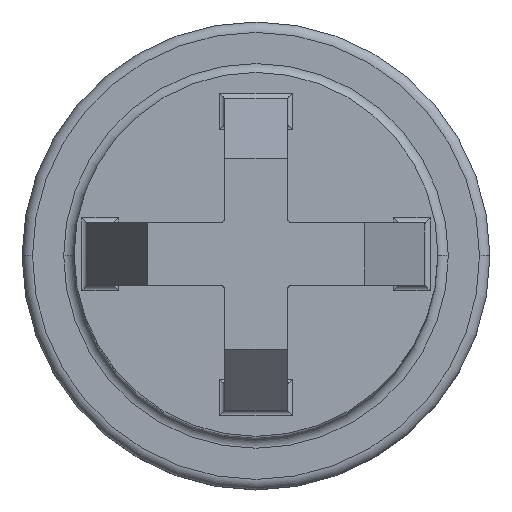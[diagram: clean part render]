
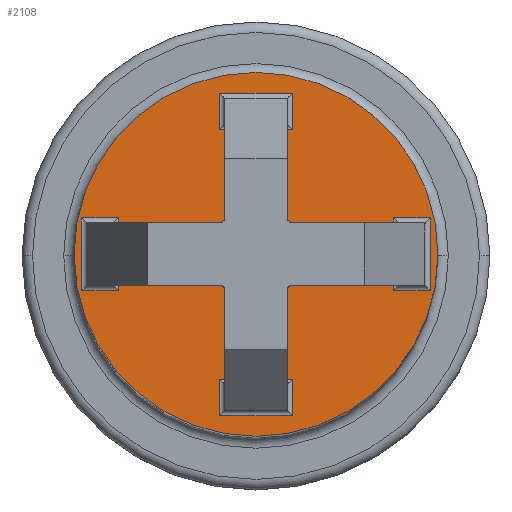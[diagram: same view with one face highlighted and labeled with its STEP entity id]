
A CAD part, top view. The second image highlights one B-rep face of the part: STEP entity #2108.
In plain terms, the highlighted planar face has unit normal (0, 0, 1).
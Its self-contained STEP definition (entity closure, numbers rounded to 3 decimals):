
#14 = VERTEX_POINT ( 'NONE', #2069 ) ;
#31 = EDGE_CURVE ( 'NONE', #1142, #1656, #2013, .T. ) ;
#33 = DIRECTION ( 'NONE',  ( 0., -1., 0. ) ) ;
#40 = CARTESIAN_POINT ( 'NONE',  ( -26.5, 7., -50. ) ) ;
#52 = LINE ( 'NONE', #183, #338 ) ;
#57 = AXIS2_PLACEMENT_3D ( 'NONE', #1642, #570, #403 ) ;
#70 = CARTESIAN_POINT ( 'NONE',  ( -7., -31., -50. ) ) ;
#78 = VECTOR ( 'NONE', #958, 1000. ) ;
#84 = ORIENTED_EDGE ( 'NONE', *, *, #2072, .T. ) ;
#98 = DIRECTION ( 'NONE',  ( 0., -1., 0. ) ) ;
#102 = ORIENTED_EDGE ( 'NONE', *, *, #1612, .T. ) ;
#106 = EDGE_CURVE ( 'NONE', #1088, #450, #52, .T. ) ;
#125 = ORIENTED_EDGE ( 'NONE', *, *, #851, .F. ) ;
#144 = EDGE_CURVE ( 'NONE', #340, #1220, #1197, .T. ) ;
#146 = CARTESIAN_POINT ( 'NONE',  ( -35., -31., -50. ) ) ;
#157 = EDGE_CURVE ( 'NONE', #951, #1311, #1786, .T. ) ;
#164 = DIRECTION ( 'NONE',  ( 0., 0., -1. ) ) ;
#176 = EDGE_CURVE ( 'NONE', #1922, #14, #1762, .T. ) ;
#180 = ORIENTED_EDGE ( 'NONE', *, *, #2078, .T. ) ;
#183 = CARTESIAN_POINT ( 'NONE',  ( -35., 7., -50. ) ) ;
#187 = DIRECTION ( 'NONE',  ( -1., 0., 0. ) ) ;
#201 = CARTESIAN_POINT ( 'NONE',  ( 7., 0., -50. ) ) ;
#232 = LINE ( 'NONE', #2165, #1115 ) ;
#236 = ORIENTED_EDGE ( 'NONE', *, *, #2050, .T. ) ;
#251 = EDGE_CURVE ( 'NONE', #441, #2145, #1249, .T. ) ;
#255 = DIRECTION ( 'NONE',  ( -1., 0., 0. ) ) ;
#267 = VECTOR ( 'NONE', #1530, 1000. ) ;
#278 = CARTESIAN_POINT ( 'NONE',  ( -35., 24., -50. ) ) ;
#300 = CARTESIAN_POINT ( 'NONE',  ( 35., 0., -50. ) ) ;
#308 = CARTESIAN_POINT ( 'NONE',  ( -26.5, 0., -50. ) ) ;
#318 = DIRECTION ( 'NONE',  ( 0., -1., 0. ) ) ;
#338 = VECTOR ( 'NONE', #1395, 1000. ) ;
#340 = VERTEX_POINT ( 'NONE', #2128 ) ;
#360 = ORIENTED_EDGE ( 'NONE', *, *, #629, .T. ) ;
#397 = DIRECTION ( 'NONE',  ( 0., 1., 0. ) ) ;
#403 = DIRECTION ( 'NONE',  ( -1., 0., 0. ) ) ;
#414 = CARTESIAN_POINT ( 'NONE',  ( 26.5, 0., -50. ) ) ;
#430 = ORIENTED_EDGE ( 'NONE', *, *, #31, .T. ) ;
#441 = VERTEX_POINT ( 'NONE', #2034 ) ;
#450 = VERTEX_POINT ( 'NONE', #40 ) ;
#461 = ORIENTED_EDGE ( 'NONE', *, *, #1154, .T. ) ;
#469 = ORIENTED_EDGE ( 'NONE', *, *, #654, .T. ) ;
#472 = EDGE_LOOP ( 'NONE', ( #84, #102, #430, #1761 ) ) ;
#482 = VECTOR ( 'NONE', #318, 1000. ) ;
#487 = PLANE ( 'NONE',  #1459 ) ;
#490 = DIRECTION ( 'NONE',  ( -1., 0., 0. ) ) ;
#510 = CARTESIAN_POINT ( 'NONE',  ( 26.5, -7., -50. ) ) ;
#536 = CARTESIAN_POINT ( 'NONE',  ( -33.5, 7., -50. ) ) ;
#548 = CIRCLE ( 'NONE', #57, 35. ) ;
#570 = DIRECTION ( 'NONE',  ( 0., 0., -1. ) ) ;
#590 = CARTESIAN_POINT ( 'NONE',  ( -32.5, -7., -50. ) ) ;
#603 = VECTOR ( 'NONE', #98, 1000. ) ;
#607 = CARTESIAN_POINT ( 'NONE',  ( 7., -24., -50. ) ) ;
#611 = CARTESIAN_POINT ( 'NONE',  ( 7., 31., -50. ) ) ;
#629 = EDGE_CURVE ( 'NONE', #1589, #2004, #1058, .T. ) ;
#635 = VECTOR ( 'NONE', #33, 1000. ) ;
#648 = CARTESIAN_POINT ( 'NONE',  ( -35., 0., -50. ) ) ;
#654 = EDGE_CURVE ( 'NONE', #14, #951, #232, .T. ) ;
#655 = ORIENTED_EDGE ( 'NONE', *, *, #157, .T. ) ;
#665 = CARTESIAN_POINT ( 'NONE',  ( 33.5, 0., -50. ) ) ;
#675 = DIRECTION ( 'NONE',  ( 0., 1., 0. ) ) ;
#686 = VERTEX_POINT ( 'NONE', #70 ) ;
#700 = CARTESIAN_POINT ( 'NONE',  ( 0., 0., -50. ) ) ;
#705 = CARTESIAN_POINT ( 'NONE',  ( -35., 7., -50. ) ) ;
#731 = LINE ( 'NONE', #665, #267 ) ;
#805 = ORIENTED_EDGE ( 'NONE', *, *, #106, .T. ) ;
#836 = DIRECTION ( 'NONE',  ( 0., 0., 1. ) ) ;
#839 = FACE_BOUND ( 'NONE', #472, .T. ) ;
#844 = CARTESIAN_POINT ( 'NONE',  ( -26.5, -7., -50. ) ) ;
#851 = EDGE_CURVE ( 'NONE', #2145, #441, #548, .T. ) ;
#854 = LINE ( 'NONE', #1904, #2244 ) ;
#858 = EDGE_LOOP ( 'NONE', ( #360, #2221, #805, #236 ) ) ;
#877 = EDGE_CURVE ( 'NONE', #1656, #2006, #1619, .T. ) ;
#882 = DIRECTION ( 'NONE',  ( 1., 0., 0. ) ) ;
#883 = ORIENTED_EDGE ( 'NONE', *, *, #251, .F. ) ;
#885 = CARTESIAN_POINT ( 'NONE',  ( -7., 30., -50. ) ) ;
#908 = VECTOR ( 'NONE', #490, 1000. ) ;
#951 = VERTEX_POINT ( 'NONE', #611 ) ;
#958 = DIRECTION ( 'NONE',  ( -1., 0., 0. ) ) ;
#982 = CARTESIAN_POINT ( 'NONE',  ( 7., 0., -50. ) ) ;
#983 = ORIENTED_EDGE ( 'NONE', *, *, #144, .T. ) ;
#993 = LINE ( 'NONE', #308, #482 ) ;
#998 = EDGE_CURVE ( 'NONE', #2004, #1088, #854, .T. ) ;
#1010 = CARTESIAN_POINT ( 'NONE',  ( -7., -24., -50. ) ) ;
#1058 = LINE ( 'NONE', #590, #78 ) ;
#1088 = VERTEX_POINT ( 'NONE', #536 ) ;
#1090 = VECTOR ( 'NONE', #882, 1000. ) ;
#1115 = VECTOR ( 'NONE', #1299, 1000. ) ;
#1139 = AXIS2_PLACEMENT_3D ( 'NONE', #700, #164, #187 ) ;
#1142 = VERTEX_POINT ( 'NONE', #1010 ) ;
#1154 = EDGE_CURVE ( 'NONE', #1625, #1485, #1958, .T. ) ;
#1187 = CARTESIAN_POINT ( 'NONE',  ( -33.5, -7., -50. ) ) ;
#1197 = LINE ( 'NONE', #705, #2059 ) ;
#1203 = FACE_BOUND ( 'NONE', #1841, .T. ) ;
#1220 = VERTEX_POINT ( 'NONE', #2005 ) ;
#1224 = VECTOR ( 'NONE', #255, 1000. ) ;
#1233 = EDGE_CURVE ( 'NONE', #1485, #340, #1897, .T. ) ;
#1249 = CIRCLE ( 'NONE', #1139, 35. ) ;
#1257 = FACE_BOUND ( 'NONE', #858, .T. ) ;
#1294 = CARTESIAN_POINT ( 'NONE',  ( -7., -25., -50. ) ) ;
#1299 = DIRECTION ( 'NONE',  ( 1., 0., 0. ) ) ;
#1311 = VERTEX_POINT ( 'NONE', #1849 ) ;
#1359 = ORIENTED_EDGE ( 'NONE', *, *, #1957, .T. ) ;
#1395 = DIRECTION ( 'NONE',  ( 1., 0., 0. ) ) ;
#1441 = VECTOR ( 'NONE', #2166, 1000. ) ;
#1459 = AXIS2_PLACEMENT_3D ( 'NONE', #648, #836, #2234 ) ;
#1485 = VERTEX_POINT ( 'NONE', #510 ) ;
#1498 = CARTESIAN_POINT ( 'NONE',  ( 27.5, -7., -50. ) ) ;
#1499 = LINE ( 'NONE', #278, #2205 ) ;
#1522 = CARTESIAN_POINT ( 'NONE',  ( 7., -31., -50. ) ) ;
#1530 = DIRECTION ( 'NONE',  ( 0., -1., 0. ) ) ;
#1560 = ORIENTED_EDGE ( 'NONE', *, *, #1233, .T. ) ;
#1568 = ORIENTED_EDGE ( 'NONE', *, *, #176, .T. ) ;
#1571 = CARTESIAN_POINT ( 'NONE',  ( -35., -24., -50. ) ) ;
#1589 = VERTEX_POINT ( 'NONE', #844 ) ;
#1612 = EDGE_CURVE ( 'NONE', #686, #1142, #1691, .T. ) ;
#1619 = LINE ( 'NONE', #982, #603 ) ;
#1624 = EDGE_LOOP ( 'NONE', ( #1359, #1568, #469, #655 ) ) ;
#1625 = VERTEX_POINT ( 'NONE', #1746 ) ;
#1642 = CARTESIAN_POINT ( 'NONE',  ( 0., 0., -50. ) ) ;
#1656 = VERTEX_POINT ( 'NONE', #607 ) ;
#1691 = LINE ( 'NONE', #1294, #2097 ) ;
#1746 = CARTESIAN_POINT ( 'NONE',  ( 33.5, -7., -50. ) ) ;
#1747 = DIRECTION ( 'NONE',  ( 0., 1., 0. ) ) ;
#1761 = ORIENTED_EDGE ( 'NONE', *, *, #877, .T. ) ;
#1762 = LINE ( 'NONE', #885, #1949 ) ;
#1786 = LINE ( 'NONE', #201, #635 ) ;
#1819 = EDGE_LOOP ( 'NONE', ( #883, #125 ) ) ;
#1828 = DIRECTION ( 'NONE',  ( -1., 0., 0. ) ) ;
#1836 = CARTESIAN_POINT ( 'NONE',  ( -7., 24., -50. ) ) ;
#1841 = EDGE_LOOP ( 'NONE', ( #461, #1560, #983, #180 ) ) ;
#1849 = CARTESIAN_POINT ( 'NONE',  ( 7., 24., -50. ) ) ;
#1873 = FACE_BOUND ( 'NONE', #1624, .T. ) ;
#1897 = LINE ( 'NONE', #414, #1441 ) ;
#1904 = CARTESIAN_POINT ( 'NONE',  ( -33.5, 0., -50. ) ) ;
#1922 = VERTEX_POINT ( 'NONE', #1836 ) ;
#1929 = DIRECTION ( 'NONE',  ( 1., 0., 0. ) ) ;
#1949 = VECTOR ( 'NONE', #675, 1000. ) ;
#1957 = EDGE_CURVE ( 'NONE', #1311, #1922, #1499, .T. ) ;
#1958 = LINE ( 'NONE', #1498, #1224 ) ;
#2004 = VERTEX_POINT ( 'NONE', #1187 ) ;
#2005 = CARTESIAN_POINT ( 'NONE',  ( 33.5, 7., -50. ) ) ;
#2006 = VERTEX_POINT ( 'NONE', #1522 ) ;
#2013 = LINE ( 'NONE', #1571, #1090 ) ;
#2034 = CARTESIAN_POINT ( 'NONE',  ( -35., 0., -50. ) ) ;
#2050 = EDGE_CURVE ( 'NONE', #450, #1589, #993, .T. ) ;
#2059 = VECTOR ( 'NONE', #1929, 1000. ) ;
#2069 = CARTESIAN_POINT ( 'NONE',  ( -7., 31., -50. ) ) ;
#2072 = EDGE_CURVE ( 'NONE', #2006, #686, #2183, .T. ) ;
#2078 = EDGE_CURVE ( 'NONE', #1220, #1625, #731, .T. ) ;
#2097 = VECTOR ( 'NONE', #397, 1000. ) ;
#2108 = ADVANCED_FACE ( 'NONE', ( #1203, #839, #1257, #1873, #2228 ), #487, .T. ) ;
#2128 = CARTESIAN_POINT ( 'NONE',  ( 26.5, 7., -50. ) ) ;
#2145 = VERTEX_POINT ( 'NONE', #300 ) ;
#2165 = CARTESIAN_POINT ( 'NONE',  ( -35., 31., -50. ) ) ;
#2166 = DIRECTION ( 'NONE',  ( 0., 1., 0. ) ) ;
#2183 = LINE ( 'NONE', #146, #908 ) ;
#2205 = VECTOR ( 'NONE', #1828, 1000. ) ;
#2221 = ORIENTED_EDGE ( 'NONE', *, *, #998, .T. ) ;
#2228 = FACE_OUTER_BOUND ( 'NONE', #1819, .T. ) ;
#2234 = DIRECTION ( 'NONE',  ( 1., 0., 0. ) ) ;
#2244 = VECTOR ( 'NONE', #1747, 1000. ) ;
